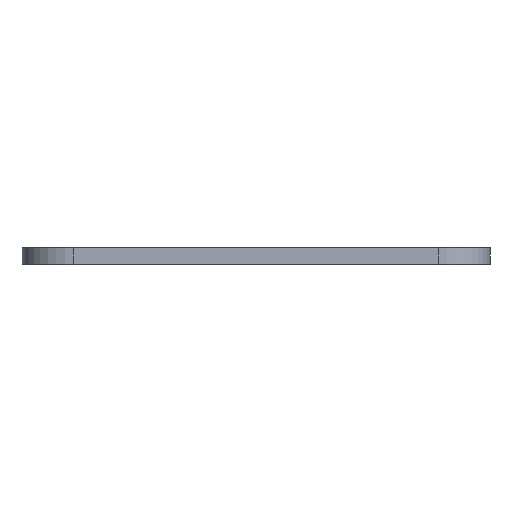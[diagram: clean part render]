
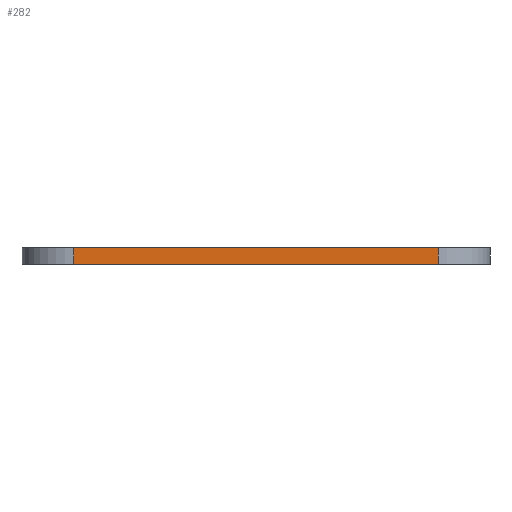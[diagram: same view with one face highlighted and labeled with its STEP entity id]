
A CAD part, left-side view. The second image highlights one B-rep face of the part: STEP entity #282.
In plain terms, the highlighted planar face has unit normal (-1, 0, 0).
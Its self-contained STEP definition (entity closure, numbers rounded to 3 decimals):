
#3 = DIRECTION ( 'NONE',  ( 0., 0., -1. ) ) ;
#12 = DIRECTION ( 'NONE',  ( 0., 0., -1. ) ) ;
#15 = ORIENTED_EDGE ( 'NONE', *, *, #158, .F. ) ;
#20 = ORIENTED_EDGE ( 'NONE', *, *, #57, .T. ) ;
#30 = CARTESIAN_POINT ( 'NONE',  ( 0.1, 2.9, 0.9 ) ) ;
#57 = EDGE_CURVE ( 'NONE', #295, #719, #625, .T. ) ;
#70 = CARTESIAN_POINT ( 'NONE',  ( 0.1, 0., 0. ) ) ;
#98 = LINE ( 'NONE', #191, #520 ) ;
#120 = DIRECTION ( 'NONE',  ( -1., 0., 0. ) ) ;
#158 = EDGE_CURVE ( 'NONE', #295, #601, #98, .T. ) ;
#176 = EDGE_CURVE ( 'NONE', #719, #539, #237, .T. ) ;
#181 = VECTOR ( 'NONE', #3, 1000. ) ;
#191 = CARTESIAN_POINT ( 'NONE',  ( 0.1, 2.9, 0.9 ) ) ;
#203 = CARTESIAN_POINT ( 'NONE',  ( 0.1, 0., 0.9 ) ) ;
#237 = LINE ( 'NONE', #663, #181 ) ;
#282 = ADVANCED_FACE ( 'NONE', ( #415 ), #410, .T. ) ;
#287 = EDGE_CURVE ( 'NONE', #601, #539, #604, .T. ) ;
#295 = VERTEX_POINT ( 'NONE', #30 ) ;
#299 = CARTESIAN_POINT ( 'NONE',  ( 0.1, 22.7, 0. ) ) ;
#302 = DIRECTION ( 'NONE',  ( 0., 1., 0. ) ) ;
#314 = ORIENTED_EDGE ( 'NONE', *, *, #287, .F. ) ;
#344 = VECTOR ( 'NONE', #444, 1000. ) ;
#354 = DIRECTION ( 'NONE',  ( 0., 0., 1. ) ) ;
#410 = PLANE ( 'NONE',  #552 ) ;
#415 = FACE_OUTER_BOUND ( 'NONE', #645, .T. ) ;
#444 = DIRECTION ( 'NONE',  ( 0., 1., 0. ) ) ;
#511 = ORIENTED_EDGE ( 'NONE', *, *, #176, .T. ) ;
#520 = VECTOR ( 'NONE', #12, 1000. ) ;
#539 = VERTEX_POINT ( 'NONE', #299 ) ;
#552 = AXIS2_PLACEMENT_3D ( 'NONE', #649, #120, #354 ) ;
#578 = VECTOR ( 'NONE', #302, 1000. ) ;
#595 = CARTESIAN_POINT ( 'NONE',  ( 0.1, 22.7, 0.9 ) ) ;
#601 = VERTEX_POINT ( 'NONE', #728 ) ;
#604 = LINE ( 'NONE', #70, #578 ) ;
#625 = LINE ( 'NONE', #203, #344 ) ;
#645 = EDGE_LOOP ( 'NONE', ( #314, #15, #20, #511 ) ) ;
#649 = CARTESIAN_POINT ( 'NONE',  ( 0.1, 0., 0.9 ) ) ;
#663 = CARTESIAN_POINT ( 'NONE',  ( 0.1, 22.7, 0.9 ) ) ;
#719 = VERTEX_POINT ( 'NONE', #595 ) ;
#728 = CARTESIAN_POINT ( 'NONE',  ( 0.1, 2.9, 0. ) ) ;
